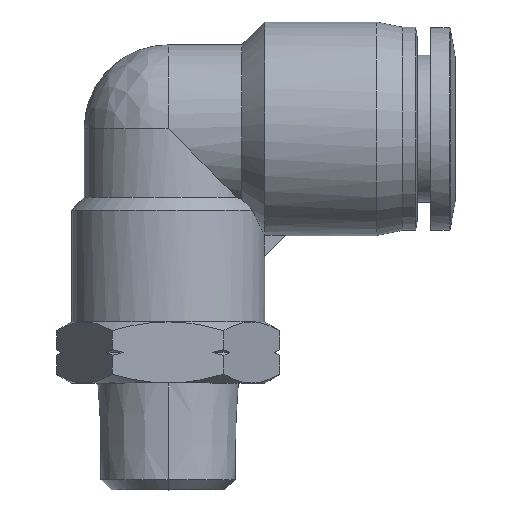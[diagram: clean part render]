
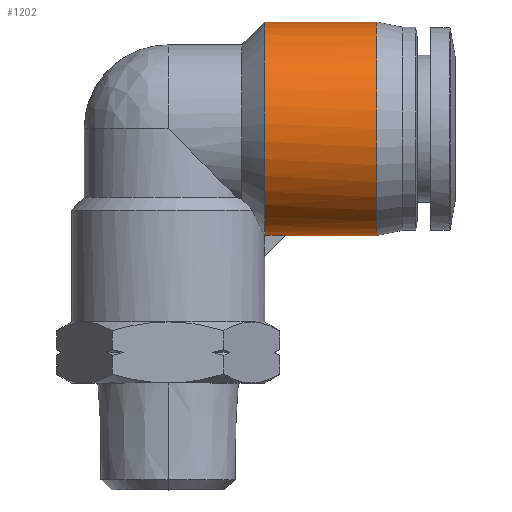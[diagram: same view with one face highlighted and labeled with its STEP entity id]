
A CAD part, top view. The second image highlights one B-rep face of the part: STEP entity #1202.
In plain terms, the highlighted cylindrical face has radius 10.5 mm (diameter 21 mm), a partial arc.
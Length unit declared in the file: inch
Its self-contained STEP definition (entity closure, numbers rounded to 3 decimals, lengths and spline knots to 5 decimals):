
#52 = EDGE_CURVE ( 'NONE', #2130, #948, #4194, .T. ) ;
#208 = ORIENTED_EDGE ( 'NONE', *, *, #3525, .F. ) ;
#265 = VECTOR ( 'NONE', #939, 39.37008 ) ;
#516 = VERTEX_POINT ( 'NONE', #1618 ) ;
#584 = ORIENTED_EDGE ( 'NONE', *, *, #4210, .T. ) ;
#621 = CARTESIAN_POINT ( 'NONE',  ( 0.37401, 0.33652, 0.03937 ) ) ;
#652 = EDGE_CURVE ( 'NONE', #516, #3310, #2529, .T. ) ;
#740 = CYLINDRICAL_SURFACE ( 'NONE', #3641, 0.41339 ) ;
#888 = AXIS2_PLACEMENT_3D ( 'NONE', #1077, #3908, #1509 ) ;
#938 = FACE_OUTER_BOUND ( 'NONE', #2991, .T. ) ;
#939 = DIRECTION ( 'NONE',  ( 1., 0., 0. ) ) ;
#948 = VERTEX_POINT ( 'NONE', #1327 ) ;
#969 = EDGE_CURVE ( 'NONE', #948, #3578, #3666, .T. ) ;
#972 = ORIENTED_EDGE ( 'NONE', *, *, #652, .F. ) ;
#1077 = CARTESIAN_POINT ( 'NONE',  ( 0.37401, 0.74803, 0. ) ) ;
#1096 = DIRECTION ( 'NONE',  ( 1., 0., 0. ) ) ;
#1133 = DIRECTION ( 'NONE',  ( 0., 1., 0. ) ) ;
#1202 = ADVANCED_FACE ( 'NONE', ( #938 ), #740, .T. ) ;
#1327 = CARTESIAN_POINT ( 'NONE',  ( 0.45463, 0.33652, 0.03937 ) ) ;
#1346 = CARTESIAN_POINT ( 'NONE',  ( 0.45338, 0.33527, 0.02629 ) ) ;
#1360 = LINE ( 'NONE', #5181, #3373 ) ;
#1452 = DIRECTION ( 'NONE',  ( 1., 0., 0. ) ) ;
#1487 = CARTESIAN_POINT ( 'NONE',  ( 0.80708, 0.74803, 0. ) ) ;
#1509 = DIRECTION ( 'NONE',  ( 0., 1., 0. ) ) ;
#1598 = AXIS2_PLACEMENT_3D ( 'NONE', #1487, #1452, #1133 ) ;
#1618 = CARTESIAN_POINT ( 'NONE',  ( 0.80708, 1.16142, 0. ) ) ;
#1664 = DIRECTION ( 'NONE',  ( 1., 0., 0. ) ) ;
#1764 = CARTESIAN_POINT ( 'NONE',  ( 0.45275, 0.33464, 0. ) ) ;
#1819 = EDGE_CURVE ( 'NONE', #2821, #2130, #4023, .T. ) ;
#2021 = ORIENTED_EDGE ( 'NONE', *, *, #969, .T. ) ;
#2130 = VERTEX_POINT ( 'NONE', #621 ) ;
#2277 = ORIENTED_EDGE ( 'NONE', *, *, #52, .T. ) ;
#2444 = LINE ( 'NONE', #3364, #265 ) ;
#2529 = CIRCLE ( 'NONE', #1598, 0.41339 ) ;
#2638 = ORIENTED_EDGE ( 'NONE', *, *, #1819, .T. ) ;
#2821 = VERTEX_POINT ( 'NONE', #3127 ) ;
#2991 = EDGE_LOOP ( 'NONE', ( #2021, #584, #972, #208, #2638, #2277 ) ) ;
#3127 = CARTESIAN_POINT ( 'NONE',  ( 0.37401, 1.16142, 0. ) ) ;
#3137 = CARTESIAN_POINT ( 'NONE',  ( 0.59055, 0.74803, 0. ) ) ;
#3264 = CARTESIAN_POINT ( 'NONE',  ( 0.45275, 0.33464, 0. ) ) ;
#3310 = VERTEX_POINT ( 'NONE', #5012 ) ;
#3364 = CARTESIAN_POINT ( 'NONE',  ( 0.59055, 0.33465, 0. ) ) ;
#3373 = VECTOR ( 'NONE', #1664, 39.37008 ) ;
#3525 = EDGE_CURVE ( 'NONE', #2821, #516, #1360, .T. ) ;
#3553 = DIRECTION ( 'NONE',  ( 0., 1., 0. ) ) ;
#3578 = VERTEX_POINT ( 'NONE', #3264 ) ;
#3641 = AXIS2_PLACEMENT_3D ( 'NONE', #3137, #1096, #3553 ) ;
#3666 = B_SPLINE_CURVE_WITH_KNOTS ( 'NONE', 3,
 ( #4920, #1346, #4152, #1764 ),
 .UNSPECIFIED., .F., .F.,
 ( 4, 4 ),
 ( 0., 0.5 ),
 .UNSPECIFIED. ) ;
#3908 = DIRECTION ( 'NONE',  ( 1., 0., 0. ) ) ;
#4023 = CIRCLE ( 'NONE', #888, 0.41339 ) ;
#4135 = VECTOR ( 'NONE', #4397, 39.37008 ) ;
#4152 = CARTESIAN_POINT ( 'NONE',  ( 0.45276, 0.33465, 0.01314 ) ) ;
#4194 = LINE ( 'NONE', #4502, #4135 ) ;
#4210 = EDGE_CURVE ( 'NONE', #3578, #3310, #2444, .T. ) ;
#4397 = DIRECTION ( 'NONE',  ( 1., 0., 0. ) ) ;
#4502 = CARTESIAN_POINT ( 'NONE',  ( 0.59055, 0.33652, 0.03937 ) ) ;
#4920 = CARTESIAN_POINT ( 'NONE',  ( 0.45463, 0.33652, 0.03937 ) ) ;
#5012 = CARTESIAN_POINT ( 'NONE',  ( 0.80708, 0.33465, 0. ) ) ;
#5181 = CARTESIAN_POINT ( 'NONE',  ( 0.59055, 1.16142, 0. ) ) ;
